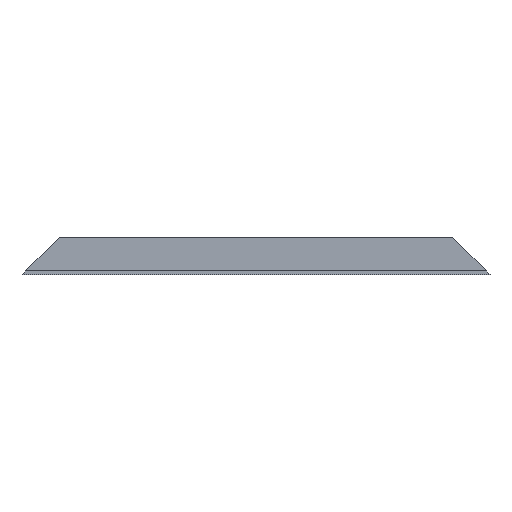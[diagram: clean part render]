
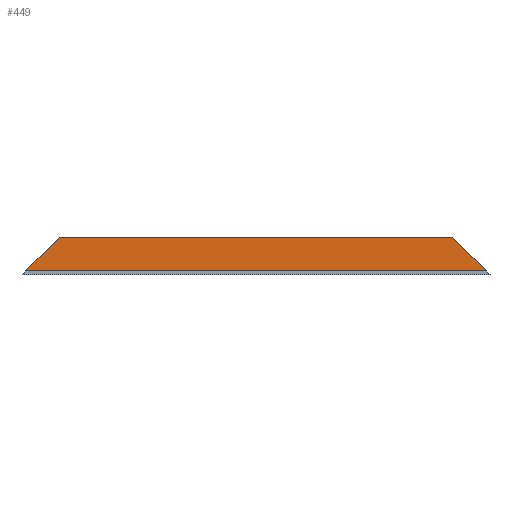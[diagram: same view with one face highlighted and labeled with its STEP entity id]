
A CAD part, top view. The second image highlights one B-rep face of the part: STEP entity #449.
In plain terms, the highlighted planar face has unit normal (0, 0, 1).
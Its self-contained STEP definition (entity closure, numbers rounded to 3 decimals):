
#22 = VERTEX_POINT('',#23);
#23 = CARTESIAN_POINT('',(2.,2.,2.));
#32 = PLANE('',#33);
#33 = AXIS2_PLACEMENT_3D('',#34,#35,#36);
#34 = CARTESIAN_POINT('',(0.,2.,2.));
#35 = DIRECTION('',(0.,-1.,0.));
#36 = DIRECTION('',(0.,0.,1.));
#43 = PLANE('',#44);
#44 = AXIS2_PLACEMENT_3D('',#45,#46,#47);
#45 = CARTESIAN_POINT('',(20.,20.,0.));
#46 = DIRECTION('',(0.707,-0.707,0.));
#47 = DIRECTION('',(-0.707,-0.707,0.));
#54 = EDGE_CURVE('',#22,#55,#57,.T.);
#55 = VERTEX_POINT('',#56);
#56 = CARTESIAN_POINT('',(248.,2.,2.));
#57 = SURFACE_CURVE('',#58,(#62,#69),.PCURVE_S1.);
#58 = LINE('',#59,#60);
#59 = CARTESIAN_POINT('',(0.,2.,2.));
#60 = VECTOR('',#61,1.);
#61 = DIRECTION('',(1.,0.,0.));
#62 = PCURVE('',#32,#63);
#63 = DEFINITIONAL_REPRESENTATION('',(#64),#68);
#64 = LINE('',#65,#66);
#65 = CARTESIAN_POINT('',(0.,0.));
#66 = VECTOR('',#67,1.);
#67 = DIRECTION('',(0.,-1.));
#68 = ( GEOMETRIC_REPRESENTATION_CONTEXT(2) 
PARAMETRIC_REPRESENTATION_CONTEXT() REPRESENTATION_CONTEXT('2D SPACE',''
  ) );
#69 = PCURVE('',#70,#75);
#70 = PLANE('',#71);
#71 = AXIS2_PLACEMENT_3D('',#72,#73,#74);
#72 = CARTESIAN_POINT('',(0.,2.,2.));
#73 = DIRECTION('',(0.,0.,1.));
#74 = DIRECTION('',(0.,1.,0.));
#75 = DEFINITIONAL_REPRESENTATION('',(#76),#80);
#76 = LINE('',#77,#78);
#77 = CARTESIAN_POINT('',(0.,0.));
#78 = VECTOR('',#79,1.);
#79 = DIRECTION('',(0.,-1.));
#80 = ( GEOMETRIC_REPRESENTATION_CONTEXT(2) 
PARAMETRIC_REPRESENTATION_CONTEXT() REPRESENTATION_CONTEXT('2D SPACE',''
  ) );
#97 = PLANE('',#98);
#98 = AXIS2_PLACEMENT_3D('',#99,#100,#101);
#99 = CARTESIAN_POINT('',(250.,0.,0.));
#100 = DIRECTION('',(-0.707,-0.707,0.));
#101 = DIRECTION('',(-0.707,0.707,0.));
#354 = VERTEX_POINT('',#355);
#355 = CARTESIAN_POINT('',(20.,20.,2.));
#369 = PLANE('',#370);
#370 = AXIS2_PLACEMENT_3D('',#371,#372,#373);
#371 = CARTESIAN_POINT('',(0.,20.,2.));
#372 = DIRECTION('',(0.,1.,0.));
#373 = DIRECTION('',(0.,0.,-1.));
#381 = EDGE_CURVE('',#22,#354,#382,.T.);
#382 = SURFACE_CURVE('',#383,(#387,#393),.PCURVE_S1.);
#383 = LINE('',#384,#385);
#384 = CARTESIAN_POINT('',(10.5,10.5,2.));
#385 = VECTOR('',#386,1.);
#386 = DIRECTION('',(0.707,0.707,0.));
#387 = PCURVE('',#43,#388);
#388 = DEFINITIONAL_REPRESENTATION('',(#389),#392);
#389 = B_SPLINE_CURVE_WITH_KNOTS('',1,(#390,#391),.UNSPECIFIED.,.F.,.F.,
  (2,2),(-14.566,15.981),.PIECEWISE_BEZIER_KNOTS.);
#390 = CARTESIAN_POINT('',(28.001,-2.));
#391 = CARTESIAN_POINT('',(-2.546,-2.));
#392 = ( GEOMETRIC_REPRESENTATION_CONTEXT(2) 
PARAMETRIC_REPRESENTATION_CONTEXT() REPRESENTATION_CONTEXT('2D SPACE',''
  ) );
#393 = PCURVE('',#70,#394);
#394 = DEFINITIONAL_REPRESENTATION('',(#395),#398);
#395 = B_SPLINE_CURVE_WITH_KNOTS('',1,(#396,#397),.UNSPECIFIED.,.F.,.F.,
  (2,2),(-14.566,15.981),.PIECEWISE_BEZIER_KNOTS.);
#396 = CARTESIAN_POINT('',(-1.8,-0.2));
#397 = CARTESIAN_POINT('',(19.8,-21.8));
#398 = ( GEOMETRIC_REPRESENTATION_CONTEXT(2) 
PARAMETRIC_REPRESENTATION_CONTEXT() REPRESENTATION_CONTEXT('2D SPACE',''
  ) );
#449 = ADVANCED_FACE('',(#450),#70,.T.);
#450 = FACE_BOUND('',#451,.T.);
#451 = EDGE_LOOP('',(#452,#453,#454,#475));
#452 = ORIENTED_EDGE('',*,*,#381,.F.);
#453 = ORIENTED_EDGE('',*,*,#54,.T.);
#454 = ORIENTED_EDGE('',*,*,#455,.F.);
#455 = EDGE_CURVE('',#456,#55,#458,.T.);
#456 = VERTEX_POINT('',#457);
#457 = CARTESIAN_POINT('',(230.,20.,2.));
#458 = SURFACE_CURVE('',#459,(#463,#469),.PCURVE_S1.);
#459 = LINE('',#460,#461);
#460 = CARTESIAN_POINT('',(187.,63.,2.));
#461 = VECTOR('',#462,1.);
#462 = DIRECTION('',(0.707,-0.707,0.));
#463 = PCURVE('',#70,#464);
#464 = DEFINITIONAL_REPRESENTATION('',(#465),#468);
#465 = B_SPLINE_CURVE_WITH_KNOTS('',1,(#466,#467),.UNSPECIFIED.,.F.,.F.,
  (2,2),(58.266,88.813),.PIECEWISE_BEZIER_KNOTS.);
#466 = CARTESIAN_POINT('',(19.8,-228.2));
#467 = CARTESIAN_POINT('',(-1.8,-249.8));
#468 = ( GEOMETRIC_REPRESENTATION_CONTEXT(2) 
PARAMETRIC_REPRESENTATION_CONTEXT() REPRESENTATION_CONTEXT('2D SPACE',''
  ) );
#469 = PCURVE('',#97,#470);
#470 = DEFINITIONAL_REPRESENTATION('',(#471),#474);
#471 = B_SPLINE_CURVE_WITH_KNOTS('',1,(#472,#473),.UNSPECIFIED.,.F.,.F.,
  (2,2),(58.266,88.813),.PIECEWISE_BEZIER_KNOTS.);
#472 = CARTESIAN_POINT('',(30.83,-2.));
#473 = CARTESIAN_POINT('',(0.283,-2.));
#474 = ( GEOMETRIC_REPRESENTATION_CONTEXT(2) 
PARAMETRIC_REPRESENTATION_CONTEXT() REPRESENTATION_CONTEXT('2D SPACE',''
  ) );
#475 = ORIENTED_EDGE('',*,*,#476,.F.);
#476 = EDGE_CURVE('',#354,#456,#477,.T.);
#477 = SURFACE_CURVE('',#478,(#482,#489),.PCURVE_S1.);
#478 = LINE('',#479,#480);
#479 = CARTESIAN_POINT('',(0.,20.,2.));
#480 = VECTOR('',#481,1.);
#481 = DIRECTION('',(1.,0.,0.));
#482 = PCURVE('',#70,#483);
#483 = DEFINITIONAL_REPRESENTATION('',(#484),#488);
#484 = LINE('',#485,#486);
#485 = CARTESIAN_POINT('',(18.,0.));
#486 = VECTOR('',#487,1.);
#487 = DIRECTION('',(0.,-1.));
#488 = ( GEOMETRIC_REPRESENTATION_CONTEXT(2) 
PARAMETRIC_REPRESENTATION_CONTEXT() REPRESENTATION_CONTEXT('2D SPACE',''
  ) );
#489 = PCURVE('',#369,#490);
#490 = DEFINITIONAL_REPRESENTATION('',(#491),#495);
#491 = LINE('',#492,#493);
#492 = CARTESIAN_POINT('',(0.,0.));
#493 = VECTOR('',#494,1.);
#494 = DIRECTION('',(0.,-1.));
#495 = ( GEOMETRIC_REPRESENTATION_CONTEXT(2) 
PARAMETRIC_REPRESENTATION_CONTEXT() REPRESENTATION_CONTEXT('2D SPACE',''
  ) );
